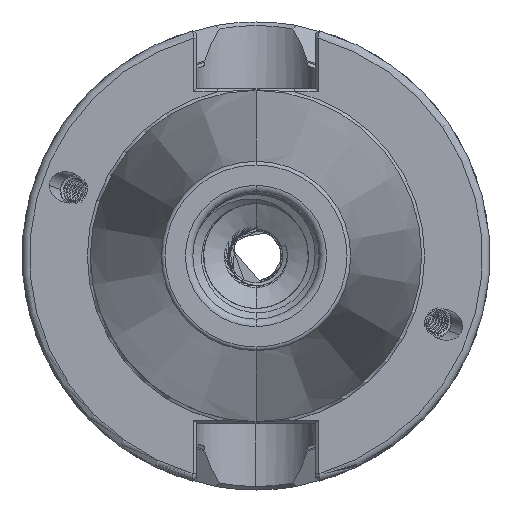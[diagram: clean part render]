
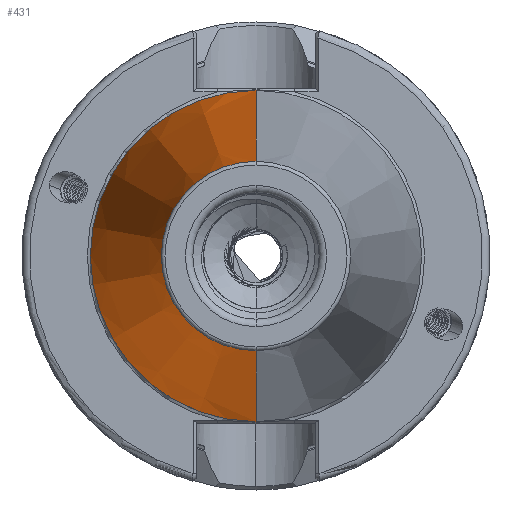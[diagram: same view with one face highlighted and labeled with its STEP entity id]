
A CAD part, left-side view. The second image highlights one B-rep face of the part: STEP entity #431.
In plain terms, the highlighted conical face has half-angle 8.297 degrees and reference radius 22.298 mm.
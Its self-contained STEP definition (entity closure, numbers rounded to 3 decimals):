
#98 = EDGE_CURVE ( 'NONE', #19627, #19628, #16253, .T. ) ;
#100 = EDGE_CURVE ( 'NONE', #19630, #19628, #15755, .T. ) ;
#101 = EDGE_CURVE ( 'NONE', #19629, #19630, #16254, .T. ) ;
#102 = EDGE_CURVE ( 'NONE', #19629, #19627, #15761, .T. ) ;
#431 = ADVANCED_FACE ( 'NONE', ( #19716 ), #16277, .T. ) ;
#1319 = EDGE_LOOP ( 'NONE', ( #1720, #1722, #1721, #1723 ) ) ;
#1720 = ORIENTED_EDGE ( 'NONE', *, *, #101, .T. ) ;
#1721 = ORIENTED_EDGE ( 'NONE', *, *, #98, .F. ) ;
#1722 = ORIENTED_EDGE ( 'NONE', *, *, #100, .T. ) ;
#1723 = ORIENTED_EDGE ( 'NONE', *, *, #102, .F. ) ;
#1808 = VECTOR ( 'NONE', #15763, 1000. ) ;
#1815 = VECTOR ( 'NONE', #15757, 1000. ) ;
#1817 = AXIS2_PLACEMENT_3D ( 'NONE', #15751, #15758, #15759 ) ;
#1830 = AXIS2_PLACEMENT_3D ( 'NONE', #15748, #15749, #15750 ) ;
#7063 = CARTESIAN_POINT ( 'NONE',  ( -1.5, 0., 0. ) ) ;
#7064 = DIRECTION ( 'NONE',  ( 1., 0., 0. ) ) ;
#7065 = DIRECTION ( 'NONE',  ( 0., 0., -1. ) ) ;
#15615 = CARTESIAN_POINT ( 'NONE',  ( -1.5, 0., -22.298 ) ) ;
#15616 = CARTESIAN_POINT ( 'NONE',  ( -1.5, 0., 22.298 ) ) ;
#15617 = CARTESIAN_POINT ( 'NONE',  ( -66.972, 0., -12.75 ) ) ;
#15618 = CARTESIAN_POINT ( 'NONE',  ( -66.972, 0., 12.75 ) ) ;
#15748 = CARTESIAN_POINT ( 'NONE',  ( -1.5, 0., 0. ) ) ;
#15749 = DIRECTION ( 'NONE',  ( 1., 0., 0. ) ) ;
#15750 = DIRECTION ( 'NONE',  ( 0., 0., -1. ) ) ;
#15751 = CARTESIAN_POINT ( 'NONE',  ( -66.972, 0., 0. ) ) ;
#15755 = LINE ( 'NONE', #15756, #1815 ) ;
#15756 = CARTESIAN_POINT ( 'NONE',  ( -1.5, 0., 22.298 ) ) ;
#15757 = DIRECTION ( 'NONE',  ( 0.99, 0., 0.144 ) ) ;
#15758 = DIRECTION ( 'NONE',  ( 1., 0., 0. ) ) ;
#15759 = DIRECTION ( 'NONE',  ( 0., 0., -1. ) ) ;
#15761 = LINE ( 'NONE', #15762, #1808 ) ;
#15762 = CARTESIAN_POINT ( 'NONE',  ( -1.5, 0., -22.298 ) ) ;
#15763 = DIRECTION ( 'NONE',  ( 0.99, 0., -0.144 ) ) ;
#16253 = CIRCLE ( 'NONE', #1830, 22.298 ) ;
#16254 = CIRCLE ( 'NONE', #1817, 12.75 ) ;
#16277 = CONICAL_SURFACE ( 'NONE', #19719, 22.298, 0.145 ) ;
#19627 = VERTEX_POINT ( 'NONE', #15615 ) ;
#19628 = VERTEX_POINT ( 'NONE', #15616 ) ;
#19629 = VERTEX_POINT ( 'NONE', #15617 ) ;
#19630 = VERTEX_POINT ( 'NONE', #15618 ) ;
#19716 = FACE_OUTER_BOUND ( 'NONE', #1319, .T. ) ;
#19719 = AXIS2_PLACEMENT_3D ( 'NONE', #7063, #7064, #7065 ) ;
